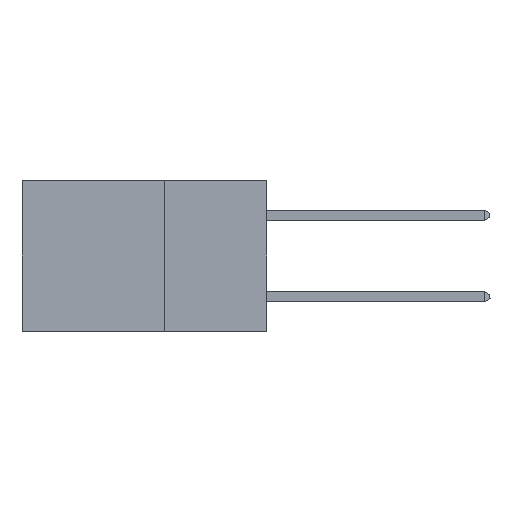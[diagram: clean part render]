
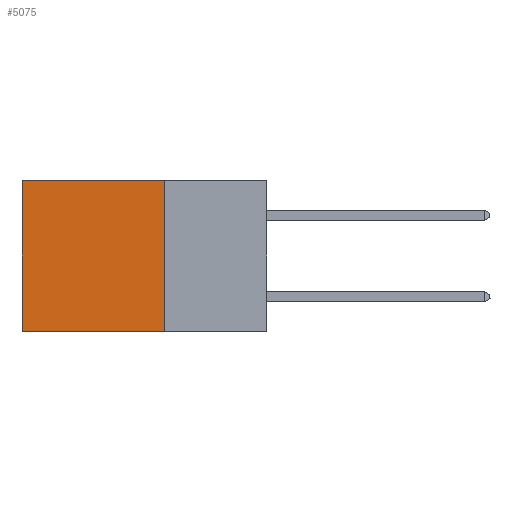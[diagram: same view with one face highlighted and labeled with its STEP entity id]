
A CAD part, left-side view. The second image highlights one B-rep face of the part: STEP entity #5075.
In plain terms, the highlighted planar face has unit normal (-1, 0, 0).
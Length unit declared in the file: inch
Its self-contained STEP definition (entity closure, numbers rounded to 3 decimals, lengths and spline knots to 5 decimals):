
#37 = VERTEX_POINT ( 'NONE', #12867 ) ;
#888 = LINE ( 'NONE', #2530, #13786 ) ;
#1973 = DIRECTION ( 'NONE',  ( 0., 0., -1. ) ) ;
#2530 = CARTESIAN_POINT ( 'NONE',  ( 0.2875, 0.25, -0.37 ) ) ;
#3663 = EDGE_CURVE ( 'NONE', #17090, #15725, #11549, .T. ) ;
#3881 = VECTOR ( 'NONE', #5644, 39.37008 ) ;
#4680 = VERTEX_POINT ( 'NONE', #13867 ) ;
#5075 = ADVANCED_FACE ( 'NONE', ( #21742 ), #7886, .F. ) ;
#5085 = EDGE_CURVE ( 'NONE', #4680, #17090, #13331, .T. ) ;
#5204 = CARTESIAN_POINT ( 'NONE',  ( 0.2875, 0.25, 0. ) ) ;
#5390 = AXIS2_PLACEMENT_3D ( 'NONE', #13726, #6660, #6509 ) ;
#5644 = DIRECTION ( 'NONE',  ( 0., 1., 0. ) ) ;
#5799 = EDGE_LOOP ( 'NONE', ( #18004, #15896, #9778, #17306 ) ) ;
#6509 = DIRECTION ( 'NONE',  ( 0., 0., -1. ) ) ;
#6660 = DIRECTION ( 'NONE',  ( 1., 0., 0. ) ) ;
#7041 = VECTOR ( 'NONE', #1973, 39.37008 ) ;
#7886 = PLANE ( 'NONE',  #5390 ) ;
#8553 = DIRECTION ( 'NONE',  ( 0., 0., -1. ) ) ;
#9778 = ORIENTED_EDGE ( 'NONE', *, *, #10844, .F. ) ;
#9897 = EDGE_CURVE ( 'NONE', #37, #15725, #888, .T. ) ;
#10844 = EDGE_CURVE ( 'NONE', #4680, #37, #14503, .T. ) ;
#11549 = LINE ( 'NONE', #17832, #7041 ) ;
#11617 = CARTESIAN_POINT ( 'NONE',  ( 0.2875, 0.6, 0. ) ) ;
#12603 = DIRECTION ( 'NONE',  ( 0., 1., 0. ) ) ;
#12867 = CARTESIAN_POINT ( 'NONE',  ( 0.2875, 0.25, -0.37 ) ) ;
#13331 = LINE ( 'NONE', #5204, #3881 ) ;
#13726 = CARTESIAN_POINT ( 'NONE',  ( 0.2875, 0.25, 0. ) ) ;
#13786 = VECTOR ( 'NONE', #12603, 39.37008 ) ;
#13867 = CARTESIAN_POINT ( 'NONE',  ( 0.2875, 0.25, 0. ) ) ;
#14503 = LINE ( 'NONE', #20381, #18491 ) ;
#15725 = VERTEX_POINT ( 'NONE', #18571 ) ;
#15896 = ORIENTED_EDGE ( 'NONE', *, *, #9897, .F. ) ;
#17090 = VERTEX_POINT ( 'NONE', #11617 ) ;
#17306 = ORIENTED_EDGE ( 'NONE', *, *, #5085, .T. ) ;
#17832 = CARTESIAN_POINT ( 'NONE',  ( 0.2875, 0.6, 0. ) ) ;
#18004 = ORIENTED_EDGE ( 'NONE', *, *, #3663, .T. ) ;
#18491 = VECTOR ( 'NONE', #8553, 39.37008 ) ;
#18571 = CARTESIAN_POINT ( 'NONE',  ( 0.2875, 0.6, -0.37 ) ) ;
#20381 = CARTESIAN_POINT ( 'NONE',  ( 0.2875, 0.25, 0. ) ) ;
#21742 = FACE_OUTER_BOUND ( 'NONE', #5799, .T. ) ;
